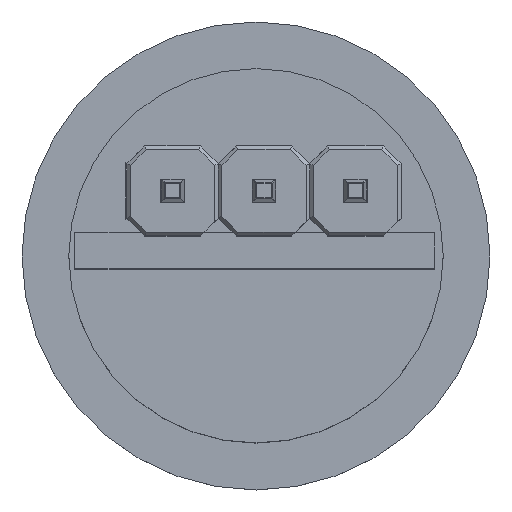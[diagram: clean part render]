
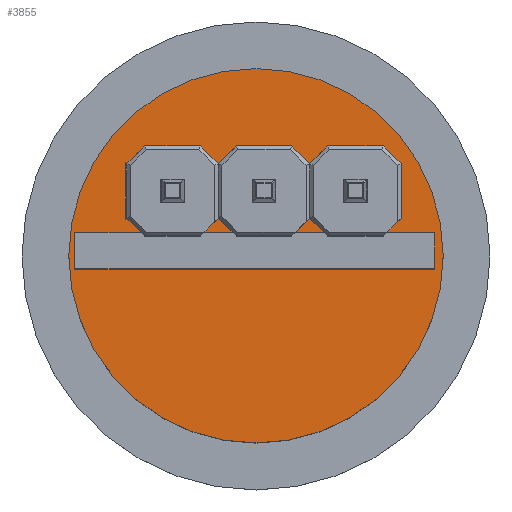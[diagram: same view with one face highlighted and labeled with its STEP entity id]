
A CAD part, top view. The second image highlights one B-rep face of the part: STEP entity #3855.
In plain terms, the highlighted planar face has unit normal (0, 0, 1).
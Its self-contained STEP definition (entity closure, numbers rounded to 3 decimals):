
#169=CIRCLE('',#4162,5.2);
#170=CIRCLE('',#4163,5.2);
#365=FACE_OUTER_BOUND('',#642,.T.);
#642=EDGE_LOOP('',(#2616,#2617));
#1705=VERTEX_POINT('',#5984);
#1706=VERTEX_POINT('',#5985);
#2021=EDGE_CURVE('',#1705,#1706,#169,.T.);
#2022=EDGE_CURVE('',#1706,#1705,#170,.T.);
#2616=ORIENTED_EDGE('',*,*,#2021,.T.);
#2617=ORIENTED_EDGE('',*,*,#2022,.T.);
#3713=PLANE('',#4161);
#3855=ADVANCED_FACE('',(#365),#3713,.T.);
#4161=AXIS2_PLACEMENT_3D('',#5983,#4658,#4659);
#4162=AXIS2_PLACEMENT_3D('',#5986,#4660,#4661);
#4163=AXIS2_PLACEMENT_3D('',#5987,#4662,#4663);
#4658=DIRECTION('center_axis',(0.,0.,
1.));
#4659=DIRECTION('ref_axis',(1.,0.,0.));
#4660=DIRECTION('center_axis',(0.,0.,
1.));
#4661=DIRECTION('ref_axis',(1.,0.,0.));
#4662=DIRECTION('center_axis',(0.,0.,
1.));
#4663=DIRECTION('ref_axis',(1.,0.,0.));
#5983=CARTESIAN_POINT('Origin',(4.858,-1.785,-7.952));
#5984=CARTESIAN_POINT('',(10.058,-1.785,-7.952));
#5985=CARTESIAN_POINT('',(-0.342,-1.785,-7.952));
#5986=CARTESIAN_POINT('Origin',(4.858,-1.785,-7.952));
#5987=CARTESIAN_POINT('Origin',(4.858,-1.785,-7.952));
